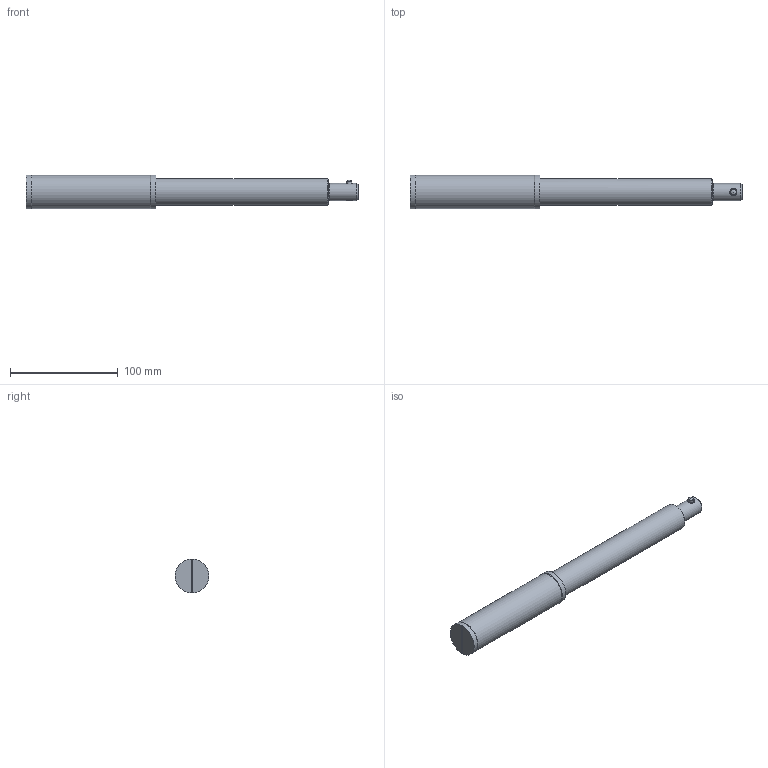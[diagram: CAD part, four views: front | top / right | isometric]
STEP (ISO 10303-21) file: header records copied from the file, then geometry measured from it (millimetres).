
FILE_DESCRIPTION(/* description */ ('Alibre Inc.'),/* implementation_level */ '2;1');
FILE_NAME(/* name */ 'export-43BAD24D-8D58-4376-A992-C2415A476D0E',/* time_stamp */ '2023-01-21T15:16:37+01:00',/* author */ (''),/* organization */ (''),/* preprocessor_version */ 'ST-DEVELOPER v17',/* originating_system */ 'Alibre',/* authorisation */ '');
FILE_SCHEMA (('AUTOMOTIVE_DESIGN'));
Length unit declared in the file: millimetre
Products named in the file (1): 0006864
Bounding box: 307.6 x 31.4 x 31.4 mm (x, y, z)
Volume: 93928.1 mm3; surface area: 49349.8 mm2
Topology: 1 solids, 3 shells, 230 faces, 760 edges, 474 vertices
Faces by surface type: plane 118, cone 77, cylinder 29, torus 5, sphere 1
Full cylindrical faces by diameter (mm): 4.3 x1, 4.8 x1, 6 x2, 6.7 x1, 16 x1, 19 x13, 21 x1, 25 x1, 31 x1, 31.4 x2
Entity records: 8762 total; most frequent: CARTESIAN_POINT 2044, ORIENTED_EDGE 1518, DIRECTION 1189, EDGE_CURVE 759, AXIS2_PLACEMENT_3D 512, VERTEX_POINT 474, VECTOR 288, LINE 288
